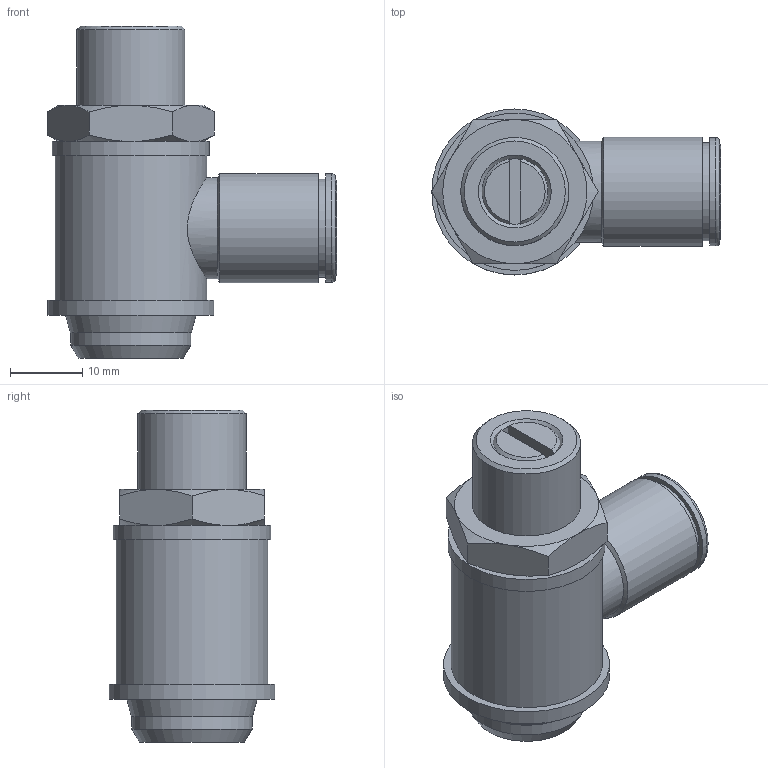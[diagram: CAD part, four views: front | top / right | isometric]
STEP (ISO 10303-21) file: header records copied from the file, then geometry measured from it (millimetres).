
FILE_DESCRIPTION(/* description */ (''),/* implementation_level */ '2;1');
FILE_NAME(/* name */ 'grlaiqs_3810_h_msv.stp',/* time_stamp */ '2025-02-18T12:31:13+01:00',/* author */ ('leitheußer'),/* organization */ (''),/* preprocessor_version */ 'ST-DEVELOPER v16.13',/* originating_system */ 'Autodesk Inventor LT',/* authorisation */ '');
FILE_SCHEMA (('AUTOMOTIVE_DESIGN { 1 0 10303 214 3 1 1 }'));
Length unit declared in the file: millimetre
Products named in the file (1): B304811_IPSO_029-DL_10_3-8_23.06.2015
Bounding box: 40.05 x 23 x 46 mm (x, y, z)
Volume: 11741.6 mm3; surface area: 12992.4 mm2
Topology: 7 solids, 7 shells, 146 faces, 320 edges, 200 vertices
Faces by surface type: plane 55, cone 51, cylinder 39, torus 1
Full cylindrical faces by diameter (mm): 6.7 x1, 7.5 x1, 7.8 x1, 8.7 x1, 9 x1, 9.08 x1, 10 x2, 10.2 x2, 10.3 x1, 10.5 x1, 10.6 x1, 12 x1, 12.3 x1, 12.387 x1, 12.4 x2, 12.5 x1, 13 x2, 13.6 x1, 13.7 x1, 14 x1, 14.8 x1, 15 x2, 15.1 x1, 16.5 x2, 16.662 x2, 16.75 x2, 17.1 x1, 17.2 x1, 21 x1, 21.8 x1
Entity records: 5778 total; most frequent: CARTESIAN_POINT 2875, DIRECTION 608, ORIENTED_EDGE 454, AXIS2_PLACEMENT_3D 276, EDGE_LOOP 244, EDGE_CURVE 227, VERTEX_POINT 179, FACE_OUTER_BOUND 146
